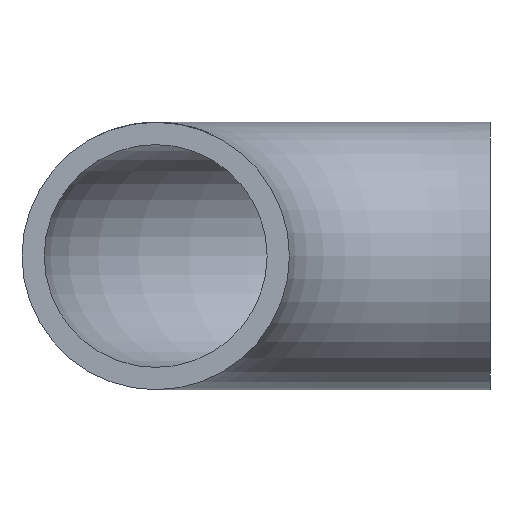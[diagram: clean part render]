
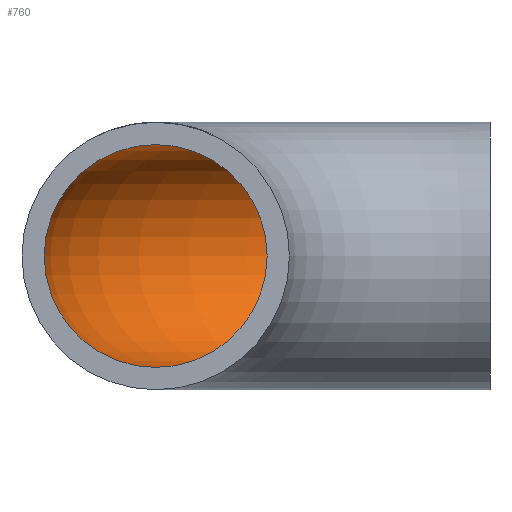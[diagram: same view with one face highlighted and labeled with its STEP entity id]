
A CAD part, front view. The second image highlights one B-rep face of the part: STEP entity #760.
In plain terms, the highlighted toroidal (fillet/blend) face has major radius 22.5 mm and minor radius 7.5 mm.
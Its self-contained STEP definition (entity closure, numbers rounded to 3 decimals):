
#760 = ADVANCED_FACE ( 'NONE', ( #996, #2164 ), #2775, .F. ) ;
#996 = FACE_OUTER_BOUND ( 'NONE', #2434, .T. ) ;
#1003 = CARTESIAN_POINT ( 'NONE',  ( 0., 30., 0. ) ) ;
#1420 = DIRECTION ( 'NONE',  ( 0., 1., 0. ) ) ;
#1571 = ORIENTED_EDGE ( 'NONE', *, *, #5902, .T. ) ;
#1640 = DIRECTION ( 'NONE',  ( 0., 1., 0. ) ) ;
#2164 = FACE_OUTER_BOUND ( 'NONE', #8406, .T. ) ;
#2434 = EDGE_LOOP ( 'NONE', ( #1571 ) ) ;
#2775 = TOROIDAL_SURFACE ( 'NONE', #6770, 22.5, 7.5 ) ;
#2995 = AXIS2_PLACEMENT_3D ( 'NONE', #6112, #1420, #7350 ) ;
#4405 = DIRECTION ( 'NONE',  ( -1., 0., 0. ) ) ;
#4789 = ORIENTED_EDGE ( 'NONE', *, *, #4873, .F. ) ;
#4873 = EDGE_CURVE ( 'NONE', #5043, #5043, #5163, .T. ) ;
#5043 = VERTEX_POINT ( 'NONE', #5859 ) ;
#5080 = CARTESIAN_POINT ( 'NONE',  ( 0., 22.5, 0. ) ) ;
#5163 = CIRCLE ( 'NONE', #2995, 7.5 ) ;
#5344 = CIRCLE ( 'NONE', #6518, 7.5 ) ;
#5859 = CARTESIAN_POINT ( 'NONE',  ( -22.5, 0., 7.5 ) ) ;
#5902 = EDGE_CURVE ( 'NONE', #6433, #6433, #5344, .T. ) ;
#6112 = CARTESIAN_POINT ( 'NONE',  ( -22.5, 0., 0. ) ) ;
#6433 = VERTEX_POINT ( 'NONE', #1003 ) ;
#6471 = CARTESIAN_POINT ( 'NONE',  ( 0., 0., 0. ) ) ;
#6492 = DIRECTION ( 'NONE',  ( 1., 0., 0. ) ) ;
#6518 = AXIS2_PLACEMENT_3D ( 'NONE', #5080, #6492, #1640 ) ;
#6770 = AXIS2_PLACEMENT_3D ( 'NONE', #6471, #8458, #4405 ) ;
#7350 = DIRECTION ( 'NONE',  ( 0., 0., 1. ) ) ;
#8406 = EDGE_LOOP ( 'NONE', ( #4789 ) ) ;
#8458 = DIRECTION ( 'NONE',  ( 0., 0., -1. ) ) ;
